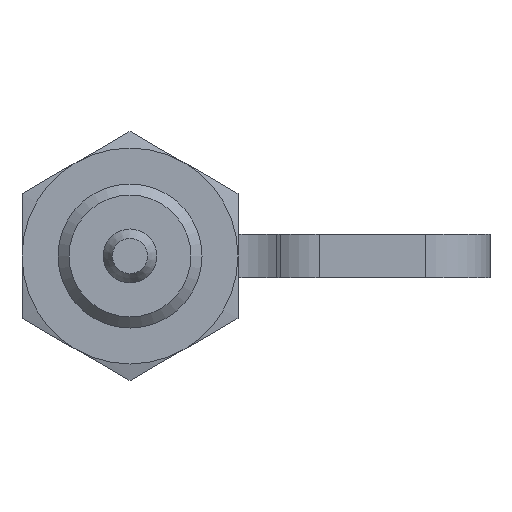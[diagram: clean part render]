
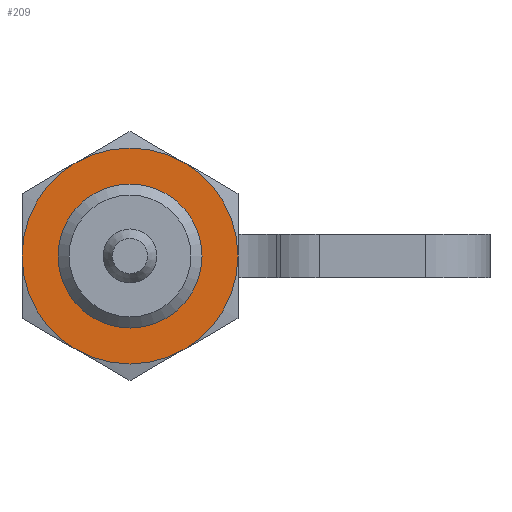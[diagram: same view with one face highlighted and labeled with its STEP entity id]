
A CAD part, front view. The second image highlights one B-rep face of the part: STEP entity #209.
In plain terms, the highlighted planar face has unit normal (0, -1, 0).
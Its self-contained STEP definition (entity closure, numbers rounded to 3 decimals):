
#209 = ADVANCED_FACE( '', ( #448, #449 ), #450, .T. );
#448 = FACE_OUTER_BOUND( '', #742, .T. );
#449 = FACE_BOUND( '', #743, .T. );
#450 = PLANE( '', #744 );
#742 = EDGE_LOOP( '', ( #1293, #1294, #1295, #1296, #1297, #1298 ) );
#743 = EDGE_LOOP( '', ( #1299 ) );
#744 = AXIS2_PLACEMENT_3D( '', #1300, #1301, #1302 );
#1293 = ORIENTED_EDGE( '', *, *, #1516, .T. );
#1294 = ORIENTED_EDGE( '', *, *, #1552, .T. );
#1295 = ORIENTED_EDGE( '', *, *, #1628, .T. );
#1296 = ORIENTED_EDGE( '', *, *, #1614, .T. );
#1297 = ORIENTED_EDGE( '', *, *, #1734, .T. );
#1298 = ORIENTED_EDGE( '', *, *, #1735, .T. );
#1299 = ORIENTED_EDGE( '', *, *, #1642, .T. );
#1300 = CARTESIAN_POINT( '', ( 3., 13., 0. ) );
#1301 = DIRECTION( '', ( 0., -1., 0. ) );
#1302 = DIRECTION( '', ( 0., 0., -1. ) );
#1516 = EDGE_CURVE( '', #1782, #1784, #1786, .T. );
#1552 = EDGE_CURVE( '', #1784, #1845, #1847, .T. );
#1614 = EDGE_CURVE( '', #1953, #1950, #1954, .T. );
#1628 = EDGE_CURVE( '', #1845, #1953, #1975, .T. );
#1642 = EDGE_CURVE( '', #1995, #1995, #1996, .F. );
#1734 = EDGE_CURVE( '', #1950, #2042, #2115, .T. );
#1735 = EDGE_CURVE( '', #2042, #1782, #2116, .T. );
#1782 = VERTEX_POINT( '', #2167 );
#1784 = VERTEX_POINT( '', #2174 );
#1786 = CIRCLE( '', #2181, 12. );
#1845 = VERTEX_POINT( '', #2286 );
#1847 = CIRCLE( '', #2293, 12. );
#1950 = VERTEX_POINT( '', #2480 );
#1953 = VERTEX_POINT( '', #2488 );
#1954 = CIRCLE( '', #2489, 12. );
#1975 = CIRCLE( '', #2540, 12. );
#1995 = VERTEX_POINT( '', #2566 );
#1996 = CIRCLE( '', #2567, 8. );
#2042 = VERTEX_POINT( '', #2635 );
#2115 = CIRCLE( '', #2830, 12. );
#2116 = CIRCLE( '', #2831, 12. );
#2167 = CARTESIAN_POINT( '', ( 6., 13., -10.392 ) );
#2174 = CARTESIAN_POINT( '', ( 12., 13., 0. ) );
#2181 = AXIS2_PLACEMENT_3D( '', #2939, #2940, #2941 );
#2286 = CARTESIAN_POINT( '', ( 6., 13., 10.392 ) );
#2293 = AXIS2_PLACEMENT_3D( '', #2980, #2981, #2982 );
#2480 = CARTESIAN_POINT( '', ( -12., 13., 0. ) );
#2488 = CARTESIAN_POINT( '', ( -6., 13., 10.392 ) );
#2489 = AXIS2_PLACEMENT_3D( '', #3064, #3065, #3066 );
#2540 = AXIS2_PLACEMENT_3D( '', #3070, #3071, #3072 );
#2566 = CARTESIAN_POINT( '', ( 0., 13., -8. ) );
#2567 = AXIS2_PLACEMENT_3D( '', #3088, #3089, #3090 );
#2635 = CARTESIAN_POINT( '', ( -6., 13., -10.392 ) );
#2830 = AXIS2_PLACEMENT_3D( '', #3174, #3175, #3176 );
#2831 = AXIS2_PLACEMENT_3D( '', #3177, #3178, #3179 );
#2939 = CARTESIAN_POINT( '', ( 0., 13., 0. ) );
#2940 = DIRECTION( '', ( 0., -1., 0. ) );
#2941 = DIRECTION( '', ( 0., 0., -1. ) );
#2980 = CARTESIAN_POINT( '', ( 0., 13., 0. ) );
#2981 = DIRECTION( '', ( 0., -1., 0. ) );
#2982 = DIRECTION( '', ( 0., 0., -1. ) );
#3064 = CARTESIAN_POINT( '', ( 0., 13., 0. ) );
#3065 = DIRECTION( '', ( 0., -1., 0. ) );
#3066 = DIRECTION( '', ( 0., 0., -1. ) );
#3070 = CARTESIAN_POINT( '', ( 0., 13., 0. ) );
#3071 = DIRECTION( '', ( 0., -1., 0. ) );
#3072 = DIRECTION( '', ( 0., 0., -1. ) );
#3088 = CARTESIAN_POINT( '', ( 0., 13., 0. ) );
#3089 = DIRECTION( '', ( 0., -1., 0. ) );
#3090 = DIRECTION( '', ( 0., 0., -1. ) );
#3174 = CARTESIAN_POINT( '', ( 0., 13., 0. ) );
#3175 = DIRECTION( '', ( 0., -1., 0. ) );
#3176 = DIRECTION( '', ( 0., 0., -1. ) );
#3177 = CARTESIAN_POINT( '', ( 0., 13., 0. ) );
#3178 = DIRECTION( '', ( 0., -1., 0. ) );
#3179 = DIRECTION( '', ( 0., 0., -1. ) );
